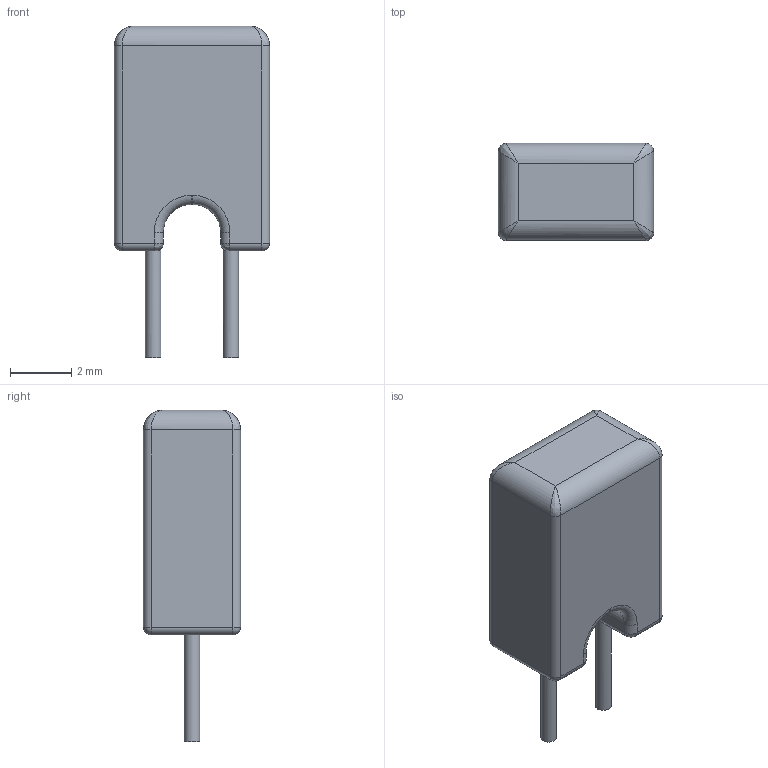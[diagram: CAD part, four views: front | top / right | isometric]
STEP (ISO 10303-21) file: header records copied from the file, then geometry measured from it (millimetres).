
FILE_DESCRIPTION(/* description */ (''),/* implementation_level */ '2;1');
FILE_NAME(/* name */ 'C320C105K5R5TA.step',/* time_stamp */ '2022-08-05T15:57:00-06:00',/* author */ (''),/* organization */ (''),/* preprocessor_version */ 'ST-DEVELOPER v19',/* originating_system */ 'Autodesk Translation Framework v11.7.0.108',/* authorisation */ '');
FILE_SCHEMA (('AUTOMOTIVE_DESIGN { 1 0 10303 214 3 1 1 }'));
Length unit declared in the file: millimetre
Products named in the file (1): C320C105K5R5TA
Bounding box: 5.08 x 3.18 x 10.86 mm (x, y, z)
Volume: 110.2 mm3; surface area: 156.2 mm2
Topology: 1 solids, 1 shells, 54 faces, 120 edges, 64 vertices
Faces by surface type: cylinder 26, plane 12, bspline 8, sphere 4, torus 4
Full cylindrical faces by diameter (mm): 0.51 x2
Entity records: 1621 total; most frequent: CARTESIAN_POINT 398, DIRECTION 268, ORIENTED_EDGE 232, EDGE_CURVE 116, AXIS2_PLACEMENT_3D 108, VERTEX_POINT 64, FACE_OUTER_BOUND 54, EDGE_LOOP 54
